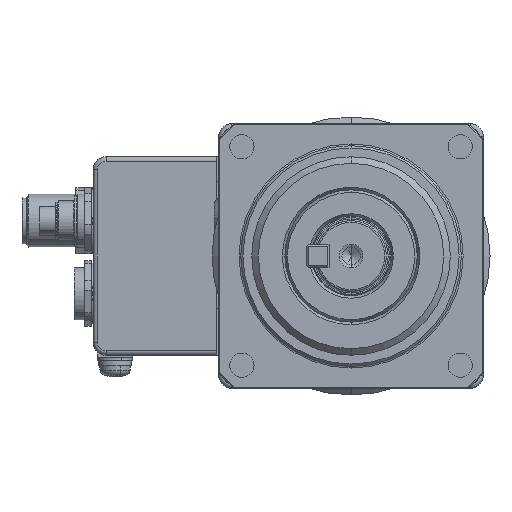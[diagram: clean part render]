
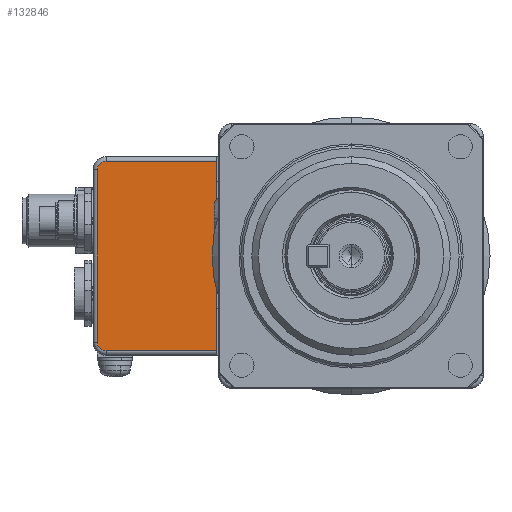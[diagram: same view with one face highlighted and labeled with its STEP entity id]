
A CAD part, left-side view. The second image highlights one B-rep face of the part: STEP entity #132846.
In plain terms, the highlighted planar face has unit normal (-1, 0, 0).
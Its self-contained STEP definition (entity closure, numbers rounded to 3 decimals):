
#30 = LINE ( 'NONE', #59398, #101453 ) ;
#2095 = VECTOR ( 'NONE', #43121, 1000. ) ;
#6295 = ORIENTED_EDGE ( 'NONE', *, *, #80678, .F. ) ;
#11311 = AXIS2_PLACEMENT_3D ( 'NONE', #98298, #98731, #97364 ) ;
#23586 = EDGE_CURVE ( 'NONE', #108259, #67103, #103489, .T. ) ;
#25803 = LINE ( 'NONE', #27487, #32223 ) ;
#27487 = CARTESIAN_POINT ( 'NONE',  ( -47., 87.5, 0. ) ) ;
#27932 = VERTEX_POINT ( 'NONE', #54177 ) ;
#32223 = VECTOR ( 'NONE', #57986, 1000. ) ;
#32435 = DIRECTION ( 'NONE',  ( -1., 0., 0. ) ) ;
#33580 = CIRCLE ( 'NONE', #61712, 2. ) ;
#39621 = ORIENTED_EDGE ( 'NONE', *, *, #97383, .T. ) ;
#43121 = DIRECTION ( 'NONE',  ( 0., 1., 0. ) ) ;
#43856 = ORIENTED_EDGE ( 'NONE', *, *, #128761, .T. ) ;
#45811 = CARTESIAN_POINT ( 'NONE',  ( -47., 87.5, -49.5 ) ) ;
#50185 = LINE ( 'NONE', #71478, #119292 ) ;
#51101 = CARTESIAN_POINT ( 'NONE',  ( -47., 85.5, -49.5 ) ) ;
#53461 = DIRECTION ( 'NONE',  ( 0., 0., -1. ) ) ;
#54177 = CARTESIAN_POINT ( 'NONE',  ( -47., 60.5, -51.5 ) ) ;
#54294 = CARTESIAN_POINT ( 'NONE',  ( -47., 85.5, -51.5 ) ) ;
#55848 = CARTESIAN_POINT ( 'NONE',  ( -47., 60.5, -8.5 ) ) ;
#57986 = DIRECTION ( 'NONE',  ( 0., 0., -1. ) ) ;
#58616 = EDGE_CURVE ( 'NONE', #123431, #115271, #25803, .T. ) ;
#59398 = CARTESIAN_POINT ( 'NONE',  ( -47., 0., -51.5 ) ) ;
#61712 = AXIS2_PLACEMENT_3D ( 'NONE', #93962, #32435, #53461 ) ;
#65672 = FACE_OUTER_BOUND ( 'NONE', #128031, .T. ) ;
#67103 = VERTEX_POINT ( 'NONE', #77932 ) ;
#71348 = DIRECTION ( 'NONE',  ( 0., 0., -1. ) ) ;
#71478 = CARTESIAN_POINT ( 'NONE',  ( -47., 60.5, 0. ) ) ;
#76847 = ORIENTED_EDGE ( 'NONE', *, *, #23586, .T. ) ;
#77932 = CARTESIAN_POINT ( 'NONE',  ( -47., 85.5, -8.5 ) ) ;
#78002 = PLANE ( 'NONE',  #11311 ) ;
#80678 = EDGE_CURVE ( 'NONE', #108259, #27932, #50185, .T. ) ;
#93962 = CARTESIAN_POINT ( 'NONE',  ( -47., 85.5, -10.5 ) ) ;
#97364 = DIRECTION ( 'NONE',  ( 0., 0., -1. ) ) ;
#97383 = EDGE_CURVE ( 'NONE', #115271, #126705, #102312, .T. ) ;
#98298 = CARTESIAN_POINT ( 'NONE',  ( -47., 0., 0. ) ) ;
#98731 = DIRECTION ( 'NONE',  ( 1., 0., 0. ) ) ;
#100864 = ORIENTED_EDGE ( 'NONE', *, *, #58616, .T. ) ;
#101453 = VECTOR ( 'NONE', #112315, 1000. ) ;
#102312 = CIRCLE ( 'NONE', #109436, 2. ) ;
#102930 = ORIENTED_EDGE ( 'NONE', *, *, #103210, .T. ) ;
#103210 = EDGE_CURVE ( 'NONE', #126705, #27932, #30, .T. ) ;
#103489 = LINE ( 'NONE', #124388, #2095 ) ;
#108259 = VERTEX_POINT ( 'NONE', #55848 ) ;
#109436 = AXIS2_PLACEMENT_3D ( 'NONE', #51101, #122944, #71348 ) ;
#112315 = DIRECTION ( 'NONE',  ( 0., -1., 0. ) ) ;
#112359 = DIRECTION ( 'NONE',  ( 0., 0., -1. ) ) ;
#115271 = VERTEX_POINT ( 'NONE', #45811 ) ;
#117231 = CARTESIAN_POINT ( 'NONE',  ( -47., 87.5, -10.5 ) ) ;
#119292 = VECTOR ( 'NONE', #112359, 1000. ) ;
#122944 = DIRECTION ( 'NONE',  ( -1., 0., 0. ) ) ;
#123431 = VERTEX_POINT ( 'NONE', #117231 ) ;
#124388 = CARTESIAN_POINT ( 'NONE',  ( -47., 85.5, -8.5 ) ) ;
#126705 = VERTEX_POINT ( 'NONE', #54294 ) ;
#128031 = EDGE_LOOP ( 'NONE', ( #6295, #76847, #43856, #100864, #39621, #102930 ) ) ;
#128761 = EDGE_CURVE ( 'NONE', #67103, #123431, #33580, .T. ) ;
#132846 = ADVANCED_FACE ( 'NONE', ( #65672 ), #78002, .F. ) ;
